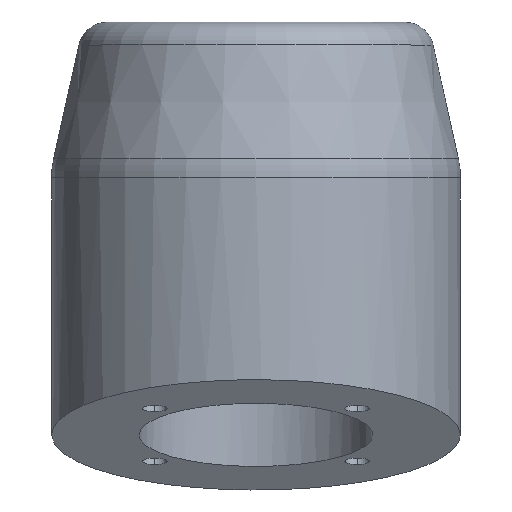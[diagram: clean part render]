
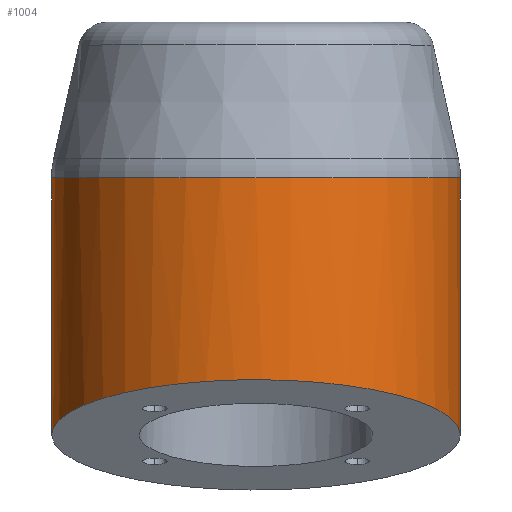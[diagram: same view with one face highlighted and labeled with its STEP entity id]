
A CAD part, top view. The second image highlights one B-rep face of the part: STEP entity #1004.
In plain terms, the highlighted cylindrical face has radius 35 mm (diameter 70 mm), a partial arc.
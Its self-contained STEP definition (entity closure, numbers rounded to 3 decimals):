
#43=CARTESIAN_POINT('',(-35.,9.378,0.));
#63=CARTESIAN_POINT('',(35.,9.378,0.));
#221=CARTESIAN_POINT('',(35.,9.378,0.));
#222=CARTESIAN_POINT('',(35.,9.931,2.062));
#223=CARTESIAN_POINT('',(34.634,11.077,6.342));
#224=CARTESIAN_POINT('',(32.776,12.841,12.923));
#225=CARTESIAN_POINT('',(29.516,14.54,19.266));
#226=CARTESIAN_POINT('',(24.928,16.058,24.928));
#227=CARTESIAN_POINT('',(19.266,17.287,29.516));
#228=CARTESIAN_POINT('',(12.922,18.161,32.776));
#229=CARTESIAN_POINT('',(7.442,18.575,34.324));
#230=CARTESIAN_POINT('',(3.127,18.732,34.909));
#231=CARTESIAN_POINT('',(0.,18.769,35.046));
#232=CARTESIAN_POINT('',(-3.127,18.732,34.909));
#233=CARTESIAN_POINT('',(-7.442,18.575,34.324));
#234=CARTESIAN_POINT('',(-12.922,18.161,32.776));
#235=CARTESIAN_POINT('',(-19.266,17.287,29.516));
#236=CARTESIAN_POINT('',(-24.928,16.058,24.928));
#237=CARTESIAN_POINT('',(-29.516,14.54,19.266));
#238=CARTESIAN_POINT('',(-32.776,12.841,12.923));
#239=CARTESIAN_POINT('',(-34.634,11.077,6.342));
#240=CARTESIAN_POINT('',(-35.,9.931,2.062));
#241=CARTESIAN_POINT('',(-35.,9.378,0.));
#246=DIRECTION('',(0.,1.,0.));
#247=VECTOR('',#246,43.979);
#248=CARTESIAN_POINT('',(-35.,9.378,0.));
#249=LINE('',#248,#247);
#253=CARTESIAN_POINT('',(0.,53.357,0.));
#254=DIRECTION('',(0.,1.,0.));
#255=DIRECTION('',(-1.,0.,0.));
#256=AXIS2_PLACEMENT_3D('',#253,#254,#255);
#261=DIRECTION('',(0.,1.,0.));
#262=VECTOR('',#261,43.979);
#263=CARTESIAN_POINT('',(35.,9.378,0.));
#264=LINE('',#263,#262);
#855=CARTESIAN_POINT('',(35.,53.357,0.));
#856=CARTESIAN_POINT('',(-35.,53.357,0.));
#857=VERTEX_POINT('',#855);
#858=VERTEX_POINT('',#856);
#863=VERTEX_POINT('',#43);
#864=VERTEX_POINT('',#63);
#992=CARTESIAN_POINT('',(0.,-4.,0.));
#993=DIRECTION('',(0.,1.,0.));
#994=DIRECTION('',(1.,0.,0.));
#995=AXIS2_PLACEMENT_3D('',#992,#993,#994);
#996=CYLINDRICAL_SURFACE('',#995,35.);
#997=ORIENTED_EDGE('',*,*,#957,.T.);
#998=ORIENTED_EDGE('',*,*,#934,.T.);
#1000=ORIENTED_EDGE('',*,*,#999,.T.);
#1001=ORIENTED_EDGE('',*,*,#930,.F.);
#1002=EDGE_LOOP('',(#997,#998,#1000,#1001));
#1003=FACE_OUTER_BOUND('',#1002,.F.);
#1004=ADVANCED_FACE('',(#1003),#996,.T.);
#242=B_SPLINE_CURVE_WITH_KNOTS('',3,(#221,#222,#223,#224,#225,#226,#227,#228,
#229,#230,#231,#232,#233,#234,#235,#236,#237,#238,#239,#240,#241),.UNSPECIFIED.,
.F.,.F.,(4,1,1,1,1,1,1,1,1,1,1,1,1,1,1,1,1,1,4),(0.,0.063,0.125,0.188,
0.25,0.313,0.375,0.438,0.469,0.5,0.531,0.563,0.625,
0.688,0.75,0.813,0.875,0.938,1.),.UNSPECIFIED.);
#257=CIRCLE('',#256,35.);
#930=EDGE_CURVE('',#864,#857,#264,.T.);
#934=EDGE_CURVE('',#863,#858,#249,.T.);
#957=EDGE_CURVE('',#864,#863,#242,.T.);
#999=EDGE_CURVE('',#858,#857,#257,.T.);
